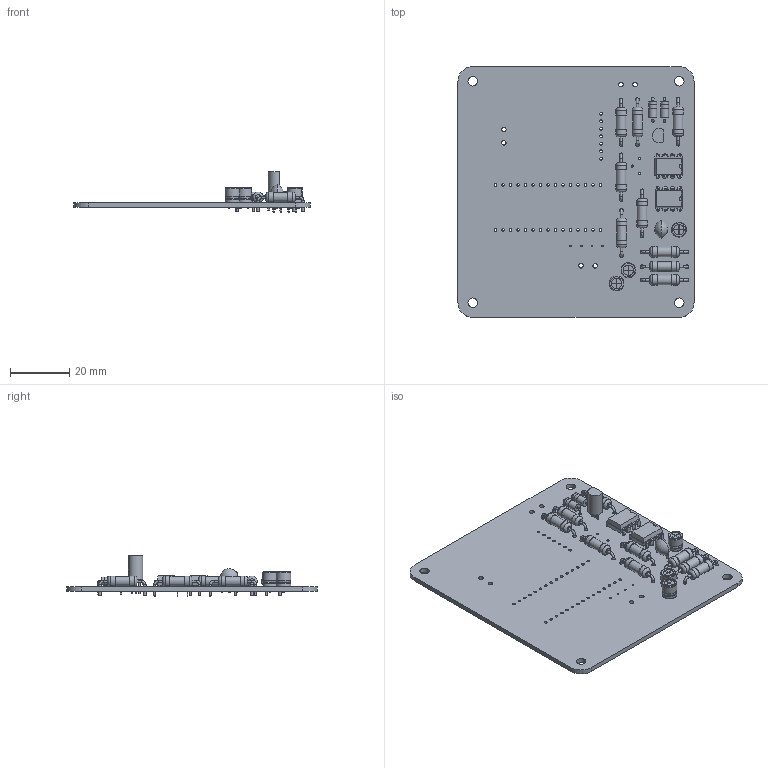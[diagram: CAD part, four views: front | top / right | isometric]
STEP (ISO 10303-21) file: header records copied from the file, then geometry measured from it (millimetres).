
FILE_DESCRIPTION(('KiCad electronic assembly'),'2;1');
FILE_NAME('Tachometerkicad.step','2025-02-02T19:33:18',('Pcbnew'),( 'Kicad'),'Open CASCADE STEP processor 7.8','KiCad to STEP converter' ,'Unknown');
FILE_SCHEMA(('AUTOMOTIVE_DESIGN { 1 0 10303 214 1 1 1 1 }'));
Length unit declared in the file: millimetre
Products named in the file (14): Tachometerkicad 1; CP_Radial_D5.0mm_P2.50mm; CP_Radial_D50mm_P250mm; R_Axial_DIN0411_L9.9mm_D3.6mm_P15.24mm_Horizontal; R_Axial_DIN0411_L99mm_D36mm_P1524mm_Horizontal; TO-92L_Inline; TO-92L_Inline_Narrow; D_A-405_P7.62mm_Horizontal; DIP-8_W7.62mm; C_Disc_D6.0mm_W4.4mm_P5.00mm; C_Disc_D60mm_W44mm_P500mm; _autosave-Tachometerkicad_PCB
Assembly tree (25 placements, depth 3):
  Tachometerkicad 1
    CP_Radial_D5.0mm_P2.50mm  x3
      CP_Radial_D50mm_P250mm
    R_Axial_DIN0411_L9.9mm_D3.6mm_P15.24mm_Horizontal  x9
      R_Axial_DIN0411_L99mm_D36mm_P1524mm_Horizontal
    TO-92L_Inline
      TO-92L_Inline_Narrow
    D_A-405_P7.62mm_Horizontal  x2
      D_A-405_P7.62mm_Horizontal
    DIP-8_W7.62mm  x2
      DIP-8_W7.62mm
    C_Disc_D6.0mm_W4.4mm_P5.00mm
      C_Disc_D60mm_W44mm_P500mm
    _autosave-Tachometerkicad_PCB
Bounding box: 80 x 85 x 13.8 mm (x, y, z)
Volume: 12450 mm3; surface area: 17263.7 mm2
Topology: 19 solids, 22 shells, 771 faces, 1838 edges, 1162 vertices
Faces by surface type: plane 384, cylinder 264, bspline 58, torus 46, revolution 17, sphere 2
Full cylindrical faces by diameter (mm): 0.5 x8, 0.6 x12, 0.714 x3, 0.75 x3, 0.8 x60, 0.9 x41, 1.2 x18, 1.5 x2, 1.55 x4, 2.7 x4, 2.72 x2, 3.2 x4, 3.24 x9, 3.6 x18
Entity records: 15394 total; most frequent: CARTESIAN_POINT 3550, DIRECTION 2014, ORIENTED_EDGE 1938, EDGE_CURVE 969, AXIS2_PLACEMENT_3D 719, VERTEX_POINT 624, FACE_BOUND 593, EDGE_LOOP 593
